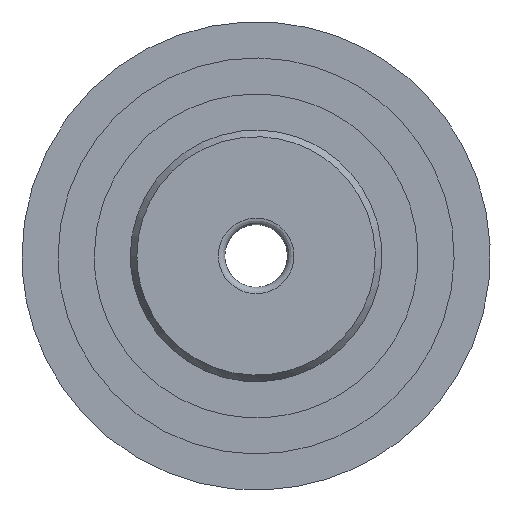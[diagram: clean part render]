
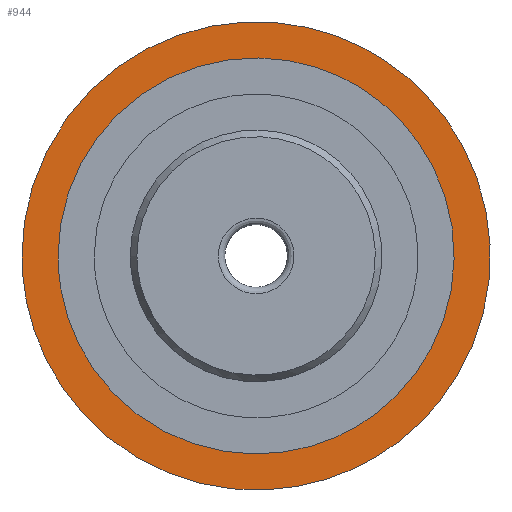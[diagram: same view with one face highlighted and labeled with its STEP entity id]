
A CAD part, left-side view. The second image highlights one B-rep face of the part: STEP entity #944.
In plain terms, the highlighted free-form (B-spline) face has degree [1, 1] with [2, 2] control points.
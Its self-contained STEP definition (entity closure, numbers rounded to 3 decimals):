
#874 = EDGE_CURVE('',#875,#875,#877,.T.);
#875 = VERTEX_POINT('',#876);
#876 = CARTESIAN_POINT('',(81.394,102.926,0.));
#877 = ( BOUNDED_CURVE() B_SPLINE_CURVE(2,(#878,#879,#880,#881,#882,#883
,#884),.UNSPECIFIED.,.T.,.F.) B_SPLINE_CURVE_WITH_KNOTS((1,2,2,2,2,1),(
    -2.094,0.,2.094,4.189,6.283,
8.378),.UNSPECIFIED.) CURVE() GEOMETRIC_REPRESENTATION_ITEM() 
RATIONAL_B_SPLINE_CURVE((1.,0.5,1.,0.5,1.,0.5,1.)) REPRESENTATION_ITEM(
  '') );
#878 = CARTESIAN_POINT('',(81.394,102.926,0.));
#879 = CARTESIAN_POINT('',(81.394,102.926,
    178.273));
#880 = CARTESIAN_POINT('',(81.394,-51.463,
    89.137));
#881 = CARTESIAN_POINT('',(81.394,-205.852,
    0.));
#882 = CARTESIAN_POINT('',(81.394,-51.463,
    -89.137));
#883 = CARTESIAN_POINT('',(81.394,102.926,
    -178.273));
#884 = CARTESIAN_POINT('',(81.394,102.926,0.));
#944 = ADVANCED_FACE('',(#945,#948),#962,.F.);
#945 = FACE_BOUND('',#946,.F.);
#946 = EDGE_LOOP('',(#947));
#947 = ORIENTED_EDGE('',*,*,#874,.T.);
#948 = FACE_BOUND('',#949,.F.);
#949 = EDGE_LOOP('',(#950));
#950 = ORIENTED_EDGE('',*,*,#951,.F.);
#951 = EDGE_CURVE('',#952,#952,#954,.T.);
#952 = VERTEX_POINT('',#953);
#953 = CARTESIAN_POINT('',(81.394,87.051,0.));
#954 = ( BOUNDED_CURVE() B_SPLINE_CURVE(2,(#955,#956,#957,#958,#959,#960
,#961),.UNSPECIFIED.,.T.,.F.) B_SPLINE_CURVE_WITH_KNOTS((1,2,2,2,2,1),(
    -2.094,0.,2.094,4.189,6.283,
8.378),.UNSPECIFIED.) CURVE() GEOMETRIC_REPRESENTATION_ITEM() 
RATIONAL_B_SPLINE_CURVE((1.,0.5,1.,0.5,1.,0.5,1.)) REPRESENTATION_ITEM(
  '') );
#955 = CARTESIAN_POINT('',(81.394,87.051,0.));
#956 = CARTESIAN_POINT('',(81.394,87.051,
    150.777));
#957 = CARTESIAN_POINT('',(81.394,-43.526,
    75.389));
#958 = CARTESIAN_POINT('',(81.394,-174.103,
    0.));
#959 = CARTESIAN_POINT('',(81.394,-43.526,
    -75.389));
#960 = CARTESIAN_POINT('',(81.394,87.051,
    -150.777));
#961 = CARTESIAN_POINT('',(81.394,87.051,0.));
#962 = B_SPLINE_SURFACE_WITH_KNOTS('',1,1,(
    (#963,#964)
    ,(#965,#966
    )),.UNSPECIFIED.,.F.,.F.,.F.,(2,2),(2,2),(-71.32,71.32),(-71.32,
    71.32),.PIECEWISE_BEZIER_KNOTS.);
#963 = CARTESIAN_POINT('',(81.394,-102.926,
    -102.926));
#964 = CARTESIAN_POINT('',(81.394,-102.926,
    102.926));
#965 = CARTESIAN_POINT('',(81.394,102.926,
    -102.926));
#966 = CARTESIAN_POINT('',(81.394,102.926,
    102.926));
